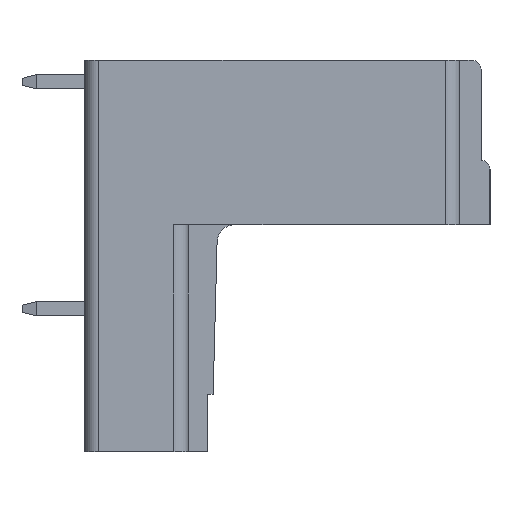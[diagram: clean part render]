
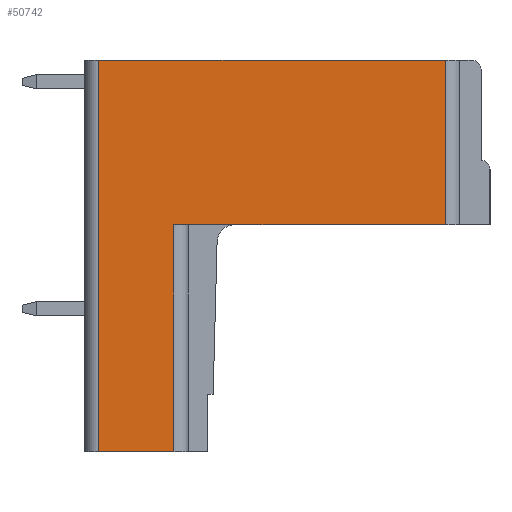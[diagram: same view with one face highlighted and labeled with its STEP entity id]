
A CAD part, left-side view. The second image highlights one B-rep face of the part: STEP entity #50742.
In plain terms, the highlighted planar face has unit normal (-1, 0, 0).
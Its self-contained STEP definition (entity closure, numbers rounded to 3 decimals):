
#1154=DIRECTION('',(0.,-1.,0.));
#1155=VECTOR('',#1154,15.2);
#1156=CARTESIAN_POINT('',(-58.4,6.4,0.));
#1157=LINE('',#1156,#1155);
#12254=DIRECTION('',(0.,0.,1.));
#12255=VECTOR('',#12254,12.7);
#12256=CARTESIAN_POINT('',(-58.4,6.4,-12.7));
#12257=LINE('',#12256,#12255);
#12258=DIRECTION('',(0.,1.,0.));
#12259=VECTOR('',#12258,4.2);
#12260=CARTESIAN_POINT('',(-58.4,6.4,-12.7));
#12261=LINE('',#12260,#12259);
#12262=DIRECTION('',(0.,0.,1.));
#12263=VECTOR('',#12262,21.9);
#12264=CARTESIAN_POINT('',(-58.4,10.6,-12.7));
#12265=LINE('',#12264,#12263);
#12266=DIRECTION('',(0.,-1.,0.));
#12267=VECTOR('',#12266,19.4);
#12268=CARTESIAN_POINT('',(-58.4,10.6,9.2));
#12269=LINE('',#12268,#12267);
#14752=DIRECTION('',(0.,0.,1.));
#14753=VECTOR('',#14752,9.2);
#14754=CARTESIAN_POINT('',(-58.4,-8.8,0.));
#14755=LINE('',#14754,#14753);
#34059=CARTESIAN_POINT('',(-58.4,10.6,-12.7));
#34061=VERTEX_POINT('',#34059);
#34071=CARTESIAN_POINT('',(-58.4,10.6,9.2));
#34073=VERTEX_POINT('',#34071);
#34074=CARTESIAN_POINT('',(-58.4,-8.8,9.2));
#34076=VERTEX_POINT('',#34074);
#34098=CARTESIAN_POINT('',(-58.4,-8.8,0.));
#34100=VERTEX_POINT('',#34098);
#34113=CARTESIAN_POINT('',(-58.4,6.4,0.));
#34115=VERTEX_POINT('',#34113);
#34116=CARTESIAN_POINT('',(-58.4,6.4,-12.7));
#34118=VERTEX_POINT('',#34116);
#50727=CARTESIAN_POINT('',(-58.4,10.6,-12.7));
#50728=DIRECTION('',(1.,0.,0.));
#50729=DIRECTION('',(0.,-1.,0.));
#50730=AXIS2_PLACEMENT_3D('',#50727,#50728,#50729);
#50731=PLANE('',#50730);
#50732=ORIENTED_EDGE('',*,*,#34720,.F.);
#50733=ORIENTED_EDGE('',*,*,#50722,.F.);
#50734=ORIENTED_EDGE('',*,*,#34147,.T.);
#50736=ORIENTED_EDGE('',*,*,#50735,.T.);
#50737=ORIENTED_EDGE('',*,*,#34653,.T.);
#50739=ORIENTED_EDGE('',*,*,#50738,.F.);
#50740=EDGE_LOOP('',(#50732,#50733,#50734,#50736,#50737,#50739));
#50741=FACE_OUTER_BOUND('',#50740,.F.);
#50742=ADVANCED_FACE('',(#50741),#50731,.F.);
#34147=EDGE_CURVE('',#34118,#34061,#12261,.T.);
#34653=EDGE_CURVE('',#34073,#34076,#12269,.T.);
#34720=EDGE_CURVE('',#34115,#34100,#1157,.T.);
#50722=EDGE_CURVE('',#34118,#34115,#12257,.T.);
#50735=EDGE_CURVE('',#34061,#34073,#12265,.T.);
#50738=EDGE_CURVE('',#34100,#34076,#14755,.T.);
